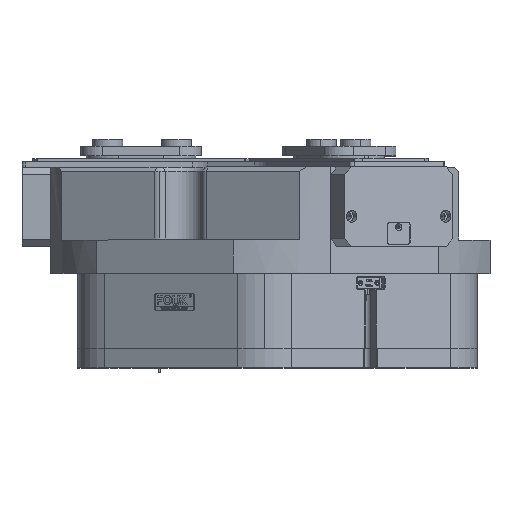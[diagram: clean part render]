
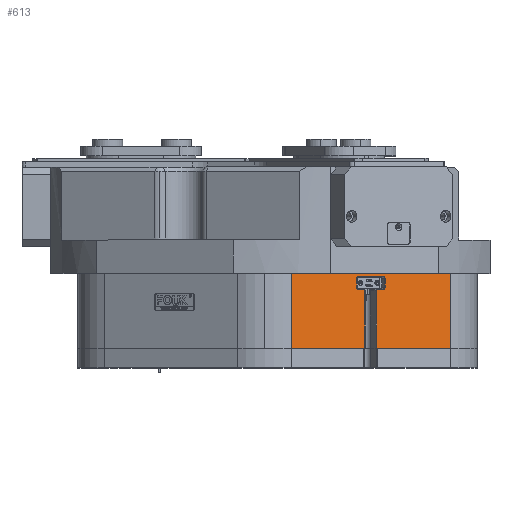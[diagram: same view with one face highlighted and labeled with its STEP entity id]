
A CAD part, top view. The second image highlights one B-rep face of the part: STEP entity #613.
In plain terms, the highlighted planar face has unit normal (0.5, 0, 0.866).
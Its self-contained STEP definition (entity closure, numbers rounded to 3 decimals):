
#120 = LINE ( 'NONE', #32158, #63565 ) ;
#225 = DIRECTION ( 'NONE',  ( 0., -1., 0. ) ) ;
#414 = DIRECTION ( 'NONE',  ( 0.5, 0., 0.866 ) ) ;
#613 = ADVANCED_FACE ( 'NONE', ( #31486 ), #28043, .T. ) ;
#1109 = VECTOR ( 'NONE', #66277, 1000. ) ;
#1978 = CARTESIAN_POINT ( 'NONE',  ( 79.742, 54.7, 164.117 ) ) ;
#2102 = DIRECTION ( 'NONE',  ( 0.5, 0., 0.866 ) ) ;
#2440 = CARTESIAN_POINT ( 'NONE',  ( 79.742, 65., 164.117 ) ) ;
#2571 = VERTEX_POINT ( 'NONE', #18857 ) ;
#2574 = ORIENTED_EDGE ( 'NONE', *, *, #5310, .T. ) ;
#2612 = ORIENTED_EDGE ( 'NONE', *, *, #28885, .T. ) ;
#2932 = DIRECTION ( 'NONE',  ( 0., 1., 0. ) ) ;
#3060 = CARTESIAN_POINT ( 'NONE',  ( 364., 0., 0. ) ) ;
#3739 = CARTESIAN_POINT ( 'NONE',  ( 102.258, 57., 151.117 ) ) ;
#3926 = CARTESIAN_POINT ( 'NONE',  ( 79.742, 57., 164.117 ) ) ;
#4146 = LINE ( 'NONE', #3060, #66747 ) ;
#4553 = ORIENTED_EDGE ( 'NONE', *, *, #11527, .F. ) ;
#5080 = DIRECTION ( 'NONE',  ( -0.5, 0., -0.866 ) ) ;
#5310 = EDGE_CURVE ( 'NONE', #6110, #55821, #57283, .T. ) ;
#5834 = VERTEX_POINT ( 'NONE', #46000 ) ;
#5835 = CIRCLE ( 'NONE', #49149, 2.3 ) ;
#5981 = CARTESIAN_POINT ( 'NONE',  ( 97.062, 54.7, 154.117 ) ) ;
#6110 = VERTEX_POINT ( 'NONE', #27356 ) ;
#6251 = LINE ( 'NONE', #35206, #8659 ) ;
#6442 = CARTESIAN_POINT ( 'NONE',  ( 96.456, 0., 154.467 ) ) ;
#6520 = EDGE_CURVE ( 'NONE', #20400, #5834, #6818, .T. ) ;
#6818 = LINE ( 'NONE', #45952, #7602 ) ;
#7099 = ORIENTED_EDGE ( 'NONE', *, *, #17816, .T. ) ;
#7602 = VECTOR ( 'NONE', #30546, 1000. ) ;
#7711 = EDGE_CURVE ( 'NONE', #5834, #2571, #52214, .T. ) ;
#8125 = VERTEX_POINT ( 'NONE', #5981 ) ;
#8321 = VERTEX_POINT ( 'NONE', #65039 ) ;
#8343 = ORIENTED_EDGE ( 'NONE', *, *, #6520, .T. ) ;
#8659 = VECTOR ( 'NONE', #30616, 1000. ) ;
#8720 = DIRECTION ( 'NONE',  ( -0.5, 0., -0.866 ) ) ;
#9106 = ORIENTED_EDGE ( 'NONE', *, *, #16549, .T. ) ;
#9187 = ORIENTED_EDGE ( 'NONE', *, *, #7711, .T. ) ;
#10222 = CIRCLE ( 'NONE', #57002, 0.7 ) ;
#10318 = ORIENTED_EDGE ( 'NONE', *, *, #21135, .T. ) ;
#10350 = AXIS2_PLACEMENT_3D ( 'NONE', #3926, #5080, #61000 ) ;
#10414 = DIRECTION ( 'NONE',  ( 0.866, 0., -0.5 ) ) ;
#11109 = EDGE_CURVE ( 'NONE', #16379, #59834, #65032, .T. ) ;
#11527 = EDGE_CURVE ( 'NONE', #25419, #44698, #4146, .T. ) ;
#11694 = DIRECTION ( 'NONE',  ( 0., -1., 0. ) ) ;
#13433 = DIRECTION ( 'NONE',  ( 0.866, 0., -0.5 ) ) ;
#13885 = CARTESIAN_POINT ( 'NONE',  ( 97.062, 54., 154.117 ) ) ;
#13967 = EDGE_LOOP ( 'NONE', ( #59008, #2574, #59684, #9106, #27402, #55593, #7099, #55548, #43055, #27655, #10318, #38295, #32016, #42488, #4553, #2612, #8343, #9187 ) ) ;
#14539 = VERTEX_POINT ( 'NONE', #1978 ) ;
#14935 = CARTESIAN_POINT ( 'NONE',  ( 77.75, 57., 165.267 ) ) ;
#15592 = CARTESIAN_POINT ( 'NONE',  ( 79.742, 54.7, 164.117 ) ) ;
#16379 = VERTEX_POINT ( 'NONE', #14935 ) ;
#16549 = EDGE_CURVE ( 'NONE', #66633, #14539, #64530, .T. ) ;
#17782 = VECTOR ( 'NONE', #11694, 1000. ) ;
#17816 = EDGE_CURVE ( 'NONE', #59834, #66839, #5835, .T. ) ;
#18526 = VECTOR ( 'NONE', #46189, 1000. ) ;
#18678 = DIRECTION ( 'NONE',  ( 0.5, 0., 0.866 ) ) ;
#18857 = CARTESIAN_POINT ( 'NONE',  ( 17., 0., 200.341 ) ) ;
#19200 = DIRECTION ( 'NONE',  ( 0.866, 0., -0.5 ) ) ;
#19496 = CIRCLE ( 'NONE', #43212, 2.3 ) ;
#20400 = VERTEX_POINT ( 'NONE', #66860 ) ;
#21068 = VECTOR ( 'NONE', #42294, 1000. ) ;
#21135 = EDGE_CURVE ( 'NONE', #30095, #62414, #46477, .T. ) ;
#23671 = EDGE_CURVE ( 'NONE', #8321, #44698, #53568, .T. ) ;
#25356 = AXIS2_PLACEMENT_3D ( 'NONE', #59379, #2102, #43901 ) ;
#25419 = VERTEX_POINT ( 'NONE', #66414 ) ;
#26230 = CARTESIAN_POINT ( 'NONE',  ( 364., 67.3, 0. ) ) ;
#26368 = CARTESIAN_POINT ( 'NONE',  ( 17., 70., 200.341 ) ) ;
#27356 = CARTESIAN_POINT ( 'NONE',  ( 85.544, 0., 160.767 ) ) ;
#27402 = ORIENTED_EDGE ( 'NONE', *, *, #53634, .T. ) ;
#27655 = ORIENTED_EDGE ( 'NONE', *, *, #34587, .T. ) ;
#28043 = PLANE ( 'NONE',  #25356 ) ;
#28885 = EDGE_CURVE ( 'NONE', #25419, #20400, #50350, .T. ) ;
#30095 = VERTEX_POINT ( 'NONE', #52386 ) ;
#30104 = VECTOR ( 'NONE', #64911, 1000. ) ;
#30546 = DIRECTION ( 'NONE',  ( -0.866, 0., 0.5 ) ) ;
#30616 = DIRECTION ( 'NONE',  ( -0.866, 0., 0.5 ) ) ;
#31014 = EDGE_CURVE ( 'NONE', #55821, #66633, #10222, .T. ) ;
#31060 = VERTEX_POINT ( 'NONE', #48119 ) ;
#31486 = FACE_OUTER_BOUND ( 'NONE', #13967, .T. ) ;
#32016 = ORIENTED_EDGE ( 'NONE', *, *, #38560, .T. ) ;
#32158 = CARTESIAN_POINT ( 'NONE',  ( 104.25, 57., 149.967 ) ) ;
#32376 = CARTESIAN_POINT ( 'NONE',  ( 96.456, 0., 154.467 ) ) ;
#32982 = EDGE_CURVE ( 'NONE', #62414, #8125, #33688, .T. ) ;
#33156 = AXIS2_PLACEMENT_3D ( 'NONE', #3739, #8720, #19200 ) ;
#33688 = LINE ( 'NONE', #51513, #1109 ) ;
#33863 = CARTESIAN_POINT ( 'NONE',  ( 85.544, 54., 160.767 ) ) ;
#34587 = EDGE_CURVE ( 'NONE', #31060, #30095, #120, .T. ) ;
#35206 = CARTESIAN_POINT ( 'NONE',  ( 364., 0., 0. ) ) ;
#36189 = DIRECTION ( 'NONE',  ( -0.5, 0., -0.866 ) ) ;
#36485 = DIRECTION ( 'NONE',  ( -0.866, 0., 0.5 ) ) ;
#36853 = CARTESIAN_POINT ( 'NONE',  ( 165., 70., 114.893 ) ) ;
#37623 = CARTESIAN_POINT ( 'NONE',  ( 102.258, 67.3, 151.117 ) ) ;
#37978 = LINE ( 'NONE', #26230, #18526 ) ;
#38295 = ORIENTED_EDGE ( 'NONE', *, *, #32982, .T. ) ;
#38542 = VECTOR ( 'NONE', #2932, 1000. ) ;
#38550 = DIRECTION ( 'NONE',  ( -0.5, 0., -0.866 ) ) ;
#38560 = EDGE_CURVE ( 'NONE', #8125, #8321, #63119, .T. ) ;
#39017 = DIRECTION ( 'NONE',  ( 0.866, 0., -0.5 ) ) ;
#41400 = DIRECTION ( 'NONE',  ( 0.866, 0., -0.5 ) ) ;
#42294 = DIRECTION ( 'NONE',  ( 0., 1., 0. ) ) ;
#42365 = DIRECTION ( 'NONE',  ( 0., -1., 0. ) ) ;
#42488 = ORIENTED_EDGE ( 'NONE', *, *, #23671, .T. ) ;
#43055 = ORIENTED_EDGE ( 'NONE', *, *, #47416, .T. ) ;
#43212 = AXIS2_PLACEMENT_3D ( 'NONE', #67305, #36189, #41400 ) ;
#43901 = DIRECTION ( 'NONE',  ( 0.866, 0., -0.5 ) ) ;
#44181 = VECTOR ( 'NONE', #36485, 1000. ) ;
#44698 = VERTEX_POINT ( 'NONE', #6442 ) ;
#44987 = VERTEX_POINT ( 'NONE', #37623 ) ;
#45952 = CARTESIAN_POINT ( 'NONE',  ( 364., 70., 0. ) ) ;
#46000 = CARTESIAN_POINT ( 'NONE',  ( 17., 70., 200.341 ) ) ;
#46189 = DIRECTION ( 'NONE',  ( 0.866, 0., -0.5 ) ) ;
#46477 = CIRCLE ( 'NONE', #33156, 2.3 ) ;
#47416 = EDGE_CURVE ( 'NONE', #44987, #31060, #19496, .T. ) ;
#47441 = CARTESIAN_POINT ( 'NONE',  ( 84.938, 54., 161.117 ) ) ;
#48119 = CARTESIAN_POINT ( 'NONE',  ( 104.25, 65., 149.967 ) ) ;
#49149 = AXIS2_PLACEMENT_3D ( 'NONE', #2440, #38550, #39017 ) ;
#49862 = DIRECTION ( 'NONE',  ( -0.866, 0., 0.5 ) ) ;
#50350 = LINE ( 'NONE', #36853, #21068 ) ;
#51513 = CARTESIAN_POINT ( 'NONE',  ( 97.062, 54.7, 154.117 ) ) ;
#52214 = LINE ( 'NONE', #26368, #61169 ) ;
#52386 = CARTESIAN_POINT ( 'NONE',  ( 104.25, 57., 149.967 ) ) ;
#52415 = CARTESIAN_POINT ( 'NONE',  ( 77.75, 65., 165.267 ) ) ;
#52564 = EDGE_CURVE ( 'NONE', #6110, #2571, #6251, .T. ) ;
#53568 = LINE ( 'NONE', #32376, #17782 ) ;
#53634 = EDGE_CURVE ( 'NONE', #14539, #16379, #57388, .T. ) ;
#54337 = CARTESIAN_POINT ( 'NONE',  ( 85.544, 54., 160.767 ) ) ;
#55548 = ORIENTED_EDGE ( 'NONE', *, *, #57833, .T. ) ;
#55593 = ORIENTED_EDGE ( 'NONE', *, *, #11109, .T. ) ;
#55821 = VERTEX_POINT ( 'NONE', #54337 ) ;
#56459 = CARTESIAN_POINT ( 'NONE',  ( 79.742, 67.3, 164.117 ) ) ;
#57002 = AXIS2_PLACEMENT_3D ( 'NONE', #47441, #414, #10414 ) ;
#57283 = LINE ( 'NONE', #33863, #38542 ) ;
#57388 = CIRCLE ( 'NONE', #10350, 2.3 ) ;
#57833 = EDGE_CURVE ( 'NONE', #66839, #44987, #37978, .T. ) ;
#59008 = ORIENTED_EDGE ( 'NONE', *, *, #52564, .F. ) ;
#59379 = CARTESIAN_POINT ( 'NONE',  ( 364., 70., 0. ) ) ;
#59684 = ORIENTED_EDGE ( 'NONE', *, *, #31014, .T. ) ;
#59711 = CARTESIAN_POINT ( 'NONE',  ( 77.75, 65., 165.267 ) ) ;
#59834 = VERTEX_POINT ( 'NONE', #52415 ) ;
#60705 = CARTESIAN_POINT ( 'NONE',  ( 102.258, 54.7, 151.117 ) ) ;
#61000 = DIRECTION ( 'NONE',  ( 0.866, 0., -0.5 ) ) ;
#61169 = VECTOR ( 'NONE', #225, 1000. ) ;
#62414 = VERTEX_POINT ( 'NONE', #60705 ) ;
#63119 = CIRCLE ( 'NONE', #65101, 0.7 ) ;
#63565 = VECTOR ( 'NONE', #42365, 1000. ) ;
#64465 = CARTESIAN_POINT ( 'NONE',  ( 84.938, 54.7, 161.117 ) ) ;
#64530 = LINE ( 'NONE', #15592, #44181 ) ;
#64911 = DIRECTION ( 'NONE',  ( 0., 1., 0. ) ) ;
#65032 = LINE ( 'NONE', #59711, #30104 ) ;
#65039 = CARTESIAN_POINT ( 'NONE',  ( 96.456, 54., 154.467 ) ) ;
#65101 = AXIS2_PLACEMENT_3D ( 'NONE', #13885, #18678, #13433 ) ;
#66277 = DIRECTION ( 'NONE',  ( -0.866, 0., 0.5 ) ) ;
#66414 = CARTESIAN_POINT ( 'NONE',  ( 165., 0., 114.893 ) ) ;
#66633 = VERTEX_POINT ( 'NONE', #64465 ) ;
#66747 = VECTOR ( 'NONE', #49862, 1000. ) ;
#66839 = VERTEX_POINT ( 'NONE', #56459 ) ;
#66860 = CARTESIAN_POINT ( 'NONE',  ( 165., 70., 114.893 ) ) ;
#67305 = CARTESIAN_POINT ( 'NONE',  ( 102.258, 65., 151.117 ) ) ;
